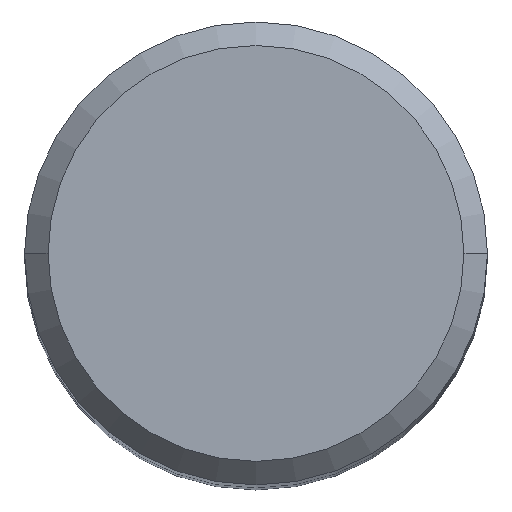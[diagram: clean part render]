
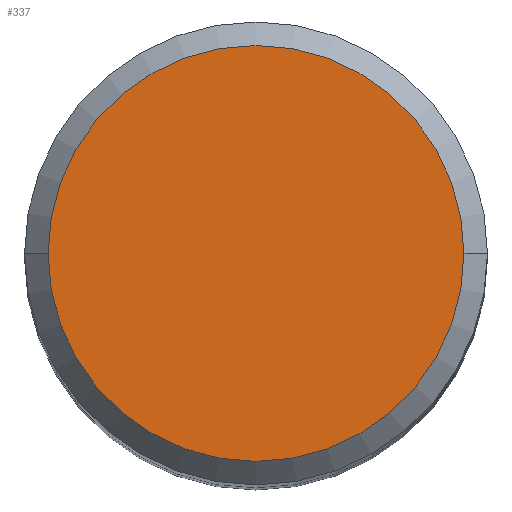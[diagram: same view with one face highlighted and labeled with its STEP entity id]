
A CAD part, top view. The second image highlights one B-rep face of the part: STEP entity #337.
In plain terms, the highlighted planar face has unit normal (0, 0, 1).
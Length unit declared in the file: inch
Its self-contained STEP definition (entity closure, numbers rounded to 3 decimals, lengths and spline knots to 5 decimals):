
#6 = DIRECTION ( 'NONE',  ( 1., 0., 0. ) ) ;
#9 = CARTESIAN_POINT ( 'NONE',  ( 0., 0., 0. ) ) ;
#27 = CARTESIAN_POINT ( 'NONE',  ( 0.17685, 0., 0. ) ) ;
#33 = EDGE_CURVE ( 'NONE', #215, #191, #50, .T. ) ;
#50 = CIRCLE ( 'NONE', #327, 0.17685 ) ;
#69 = CARTESIAN_POINT ( 'NONE',  ( 0., 0.17685, 0. ) ) ;
#90 = EDGE_CURVE ( 'NONE', #191, #215, #115, .T. ) ;
#111 = EDGE_LOOP ( 'NONE', ( #308, #283 ) ) ;
#115 = CIRCLE ( 'NONE', #276, 0.17685 ) ;
#119 = DIRECTION ( 'NONE',  ( 0., 0., 1. ) ) ;
#129 = DIRECTION ( 'NONE',  ( -1., 0., 0. ) ) ;
#134 = DIRECTION ( 'NONE',  ( 0., 0., 1. ) ) ;
#179 = DIRECTION ( 'NONE',  ( 0., 0., -1. ) ) ;
#191 = VERTEX_POINT ( 'NONE', #313 ) ;
#215 = VERTEX_POINT ( 'NONE', #27 ) ;
#256 = CARTESIAN_POINT ( 'NONE',  ( 0., 0., 0. ) ) ;
#276 = AXIS2_PLACEMENT_3D ( 'NONE', #256, #119, #6 ) ;
#283 = ORIENTED_EDGE ( 'NONE', *, *, #33, .T. ) ;
#308 = ORIENTED_EDGE ( 'NONE', *, *, #90, .T. ) ;
#313 = CARTESIAN_POINT ( 'NONE',  ( -0.17685, 0., 0. ) ) ;
#323 = FACE_OUTER_BOUND ( 'NONE', #111, .T. ) ;
#327 = AXIS2_PLACEMENT_3D ( 'NONE', #9, #134, #351 ) ;
#335 = AXIS2_PLACEMENT_3D ( 'NONE', #69, #179, #129 ) ;
#337 = ADVANCED_FACE ( 'NONE', ( #323 ), #345, .F. ) ;
#345 = PLANE ( 'NONE',  #335 ) ;
#351 = DIRECTION ( 'NONE',  ( 1., 0., 0. ) ) ;
